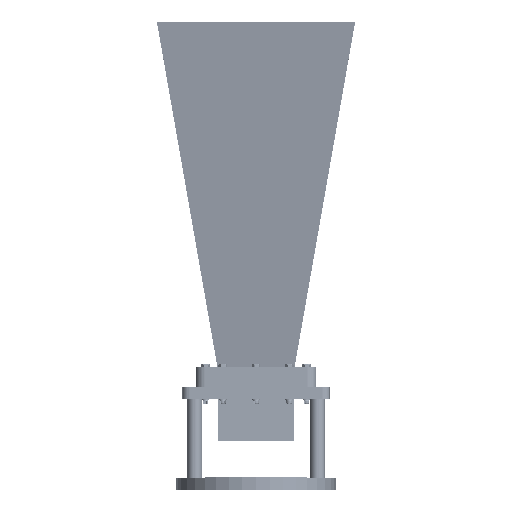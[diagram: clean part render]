
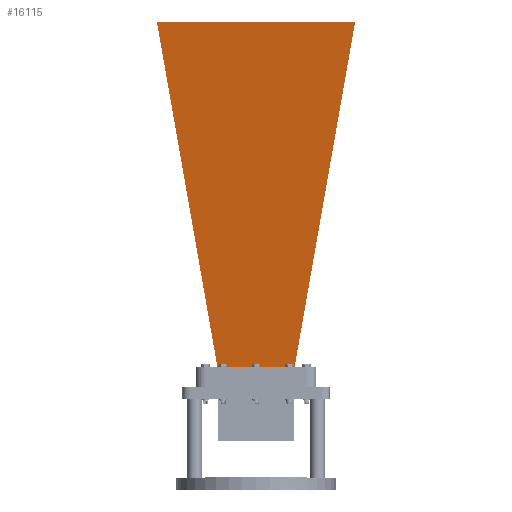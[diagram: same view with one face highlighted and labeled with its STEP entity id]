
A CAD part, top view. The second image highlights one B-rep face of the part: STEP entity #16115.
In plain terms, the highlighted face is planar.
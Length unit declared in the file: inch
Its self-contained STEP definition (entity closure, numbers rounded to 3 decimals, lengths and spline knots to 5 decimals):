
#1334 = DIRECTION ( 'NONE',  ( 0.171, -0.149, 0.974 ) ) ;
#6113 = VECTOR ( 'NONE', #30712, 39.37008 ) ;
#6655 = ORIENTED_EDGE ( 'NONE', *, *, #59208, .F. ) ;
#9271 = ORIENTED_EDGE ( 'NONE', *, *, #11149, .F. ) ;
#11149 = EDGE_CURVE ( 'NONE', #38685, #39392, #58853, .T. ) ;
#12165 = CARTESIAN_POINT ( 'NONE',  ( -3.183, -2.36362, 11.331 ) ) ;
#13335 = CARTESIAN_POINT ( 'NONE',  ( -1.238, -0.6655, 0.25 ) ) ;
#14600 = CARTESIAN_POINT ( 'NONE',  ( 1.238, -0.6655, 0.25 ) ) ;
#15436 = AXIS2_PLACEMENT_3D ( 'NONE', #41398, #65849, #35467 ) ;
#16115 = ADVANCED_FACE ( 'NONE', ( #23256 ), #66226, .F. ) ;
#18711 = EDGE_CURVE ( 'NONE', #27659, #45935, #43142, .T. ) ;
#23256 = FACE_OUTER_BOUND ( 'NONE', #41139, .T. ) ;
#24126 = DIRECTION ( 'NONE',  ( -0.171, -0.149, 0.974 ) ) ;
#27659 = VERTEX_POINT ( 'NONE', #56375 ) ;
#30712 = DIRECTION ( 'NONE',  ( 1., 0., 0. ) ) ;
#31413 = CARTESIAN_POINT ( 'NONE',  ( 3.18142, -2.36362, 11.331 ) ) ;
#32750 = CARTESIAN_POINT ( 'NONE',  ( -1.238, -0.6655, 0.25 ) ) ;
#35467 = DIRECTION ( 'NONE',  ( 0., 0.151, -0.988 ) ) ;
#35956 = CARTESIAN_POINT ( 'NONE',  ( -1.238, -0.6655, 0.25 ) ) ;
#38685 = VERTEX_POINT ( 'NONE', #13335 ) ;
#39392 = VERTEX_POINT ( 'NONE', #72497 ) ;
#41139 = EDGE_LOOP ( 'NONE', ( #47667, #53442, #9271, #6655 ) ) ;
#41398 = CARTESIAN_POINT ( 'NONE',  ( 0., -0.6128, -0.09391 ) ) ;
#41916 = B_SPLINE_CURVE_WITH_KNOTS ( 'NONE', 3,
 ( #14600, #50507, #74554, #32750 ),
 .UNSPECIFIED., .F., .F.,
 ( 4, 4 ),
 ( 0., 1. ),
 .UNSPECIFIED. ) ;
#43142 = LINE ( 'NONE', #74272, #47331 ) ;
#45935 = VERTEX_POINT ( 'NONE', #31413 ) ;
#47331 = VECTOR ( 'NONE', #1334, 39.37008 ) ;
#47667 = ORIENTED_EDGE ( 'NONE', *, *, #18711, .T. ) ;
#50455 = EDGE_CURVE ( 'NONE', #39392, #45935, #60702, .T. ) ;
#50507 = CARTESIAN_POINT ( 'NONE',  ( 0.41267, -0.6655, 0.25 ) ) ;
#53442 = ORIENTED_EDGE ( 'NONE', *, *, #50455, .F. ) ;
#56375 = CARTESIAN_POINT ( 'NONE',  ( 1.238, -0.6655, 0.25 ) ) ;
#56634 = VECTOR ( 'NONE', #24126, 39.37008 ) ;
#58853 = LINE ( 'NONE', #35956, #56634 ) ;
#59208 = EDGE_CURVE ( 'NONE', #27659, #38685, #41916, .T. ) ;
#60702 = LINE ( 'NONE', #12165, #6113 ) ;
#65849 = DIRECTION ( 'NONE',  ( 0., 0.988, 0.151 ) ) ;
#66226 = PLANE ( 'NONE',  #15436 ) ;
#72497 = CARTESIAN_POINT ( 'NONE',  ( -3.18142, -2.36362, 11.331 ) ) ;
#74272 = CARTESIAN_POINT ( 'NONE',  ( 1.238, -0.6655, 0.25 ) ) ;
#74554 = CARTESIAN_POINT ( 'NONE',  ( -0.41267, -0.6655, 0.25 ) ) ;
